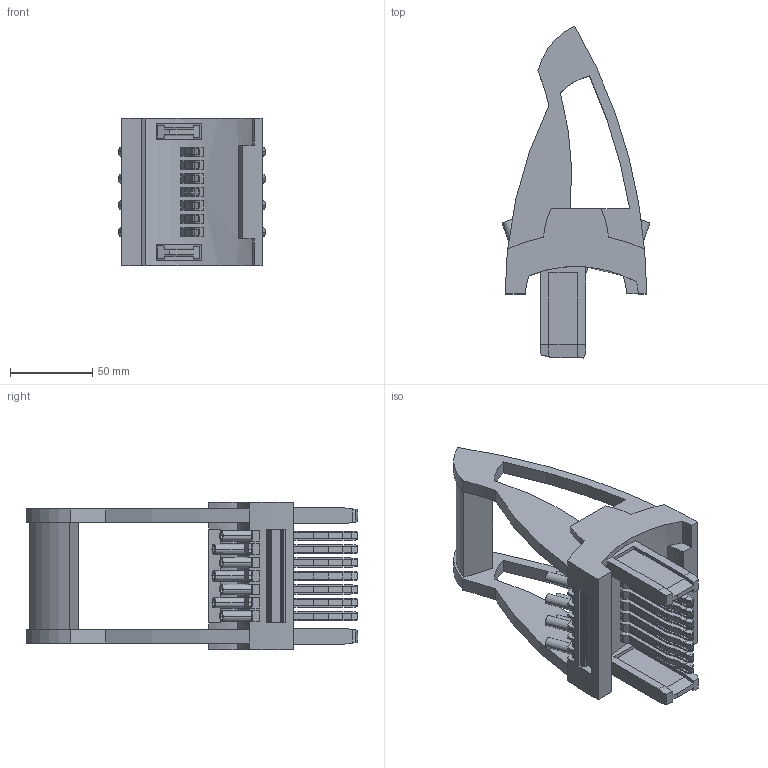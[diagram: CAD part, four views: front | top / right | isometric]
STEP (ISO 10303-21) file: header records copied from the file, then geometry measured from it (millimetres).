
FILE_DESCRIPTION(('SolidDesigner STEP Export'),'2;1');
FILE_NAME('3069239_FTP_6_1-select.stp','2014-06-03T11:34:53',(''),(''),'Creo Elements/Direct Modeling STEP processor for AP214 (Solid Model)','Creo Elements/Direct Modeling 18.1B 29-Sep-2012 (C) Parametric Technology GmbH','');
FILE_SCHEMA(('AUTOMOTIVE_DESIGN { 1 0 10303 214 1 1 1 1 }'));
Products named in the file (2): 3069239_FTP_6_1-select
Assembly tree (1 placements, depth 2):
  3069239_FTP_6_1-select
    3069239_FTP_6_1-select
Bounding box: 89.89 x 201.74 x 89.65 mm (x, y, z)
Volume: 337638.5 mm3; surface area: 95315.3 mm2
Topology: 1 solids, 1 shells, 918 faces, 2618 edges, 1744 vertices
Faces by surface type: plane 716, cylinder 174, cone 28
Entity records: 49432 total; most frequent: CARTESIAN_POINT 18699, ORIENTED_EDGE 5236, DIRECTION 4342, EDGE_CURVE 2618, VECTOR 1840, LINE 1840, VERTEX_POINT 1744, AXIS2_PLACEMENT_3D 1251
